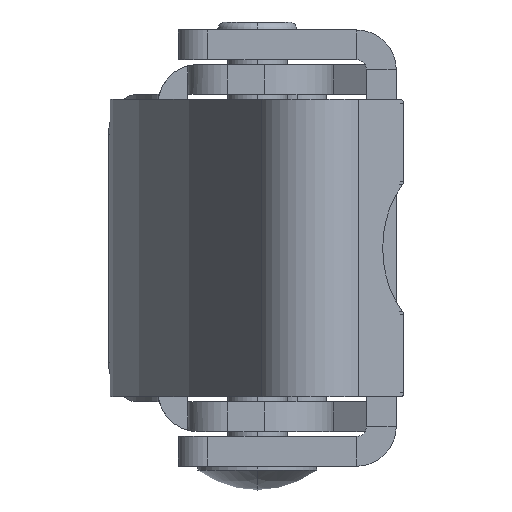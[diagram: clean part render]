
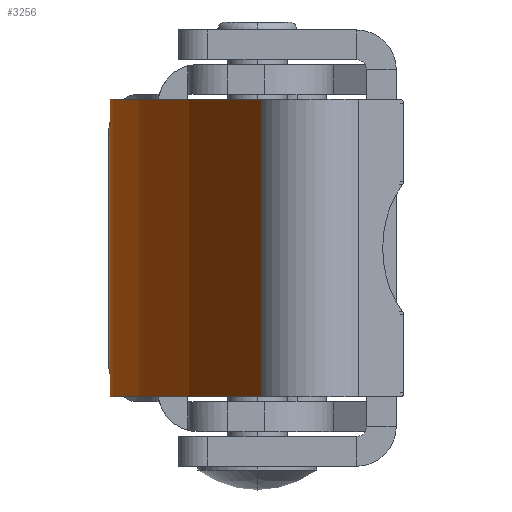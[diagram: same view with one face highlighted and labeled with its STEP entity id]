
A CAD part, left-side view. The second image highlights one B-rep face of the part: STEP entity #3256.
In plain terms, the highlighted cylindrical face has radius 82.387 mm (diameter 164.775 mm), a partial arc.
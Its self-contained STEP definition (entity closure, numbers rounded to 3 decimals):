
#2851=CARTESIAN_POINT('',(-32.679,-72.42,-7.5));
#2852=DIRECTION('',(0.,0.,1.));
#2853=DIRECTION('',(0.411,0.912,0.));
#2854=AXIS2_PLACEMENT_3D('',#2851,#2852,#2853);
#2940=CARTESIAN_POINT('',(-32.679,-72.42,7.5));
#2941=DIRECTION('',(0.,0.,1.));
#2942=DIRECTION('',(0.411,0.912,0.));
#2943=AXIS2_PLACEMENT_3D('',#2940,#2941,#2942);
#2973=DIRECTION('',(0.,0.,1.));
#2974=VECTOR('',#2973,15.);
#2975=CARTESIAN_POINT('',(-66.429,2.737,-7.5));
#2976=LINE('',#2975,#2974);
#2977=DIRECTION('',(0.,0.,1.));
#2978=VECTOR('',#2977,15.);
#2979=CARTESIAN_POINT('',(1.207,2.676,-7.5));
#2980=LINE('',#2979,#2978);
#3033=CARTESIAN_POINT('',(-66.429,2.737,-7.5));
#3035=VERTEX_POINT('',#3033);
#3041=CARTESIAN_POINT('',(-66.429,2.737,7.5));
#3043=VERTEX_POINT('',#3041);
#3051=CARTESIAN_POINT('',(1.207,2.676,-7.5));
#3052=VERTEX_POINT('',#3051);
#3055=CARTESIAN_POINT('',(1.207,2.676,7.5));
#3056=VERTEX_POINT('',#3055);
#3244=CARTESIAN_POINT('',(-32.679,-72.42,-7.5));
#3245=DIRECTION('',(0.,0.,1.));
#3246=DIRECTION('',(1.,0.,0.));
#3247=AXIS2_PLACEMENT_3D('',#3244,#3245,#3246);
#3248=CYLINDRICAL_SURFACE('',#3247,82.387);
#3249=ORIENTED_EDGE('',*,*,#3116,.F.);
#3251=ORIENTED_EDGE('',*,*,#3250,.T.);
#3252=ORIENTED_EDGE('',*,*,#3215,.T.);
#3253=ORIENTED_EDGE('',*,*,#3237,.F.);
#3254=EDGE_LOOP('',(#3249,#3251,#3252,#3253));
#3255=FACE_OUTER_BOUND('',#3254,.F.);
#2855=CIRCLE('',#2854,82.387);
#2944=CIRCLE('',#2943,82.387);
#3116=EDGE_CURVE('',#3052,#3035,#2855,.T.);
#3215=EDGE_CURVE('',#3056,#3043,#2944,.T.);
#3237=EDGE_CURVE('',#3035,#3043,#2976,.T.);
#3250=EDGE_CURVE('',#3052,#3056,#2980,.T.);
#3256=ADVANCED_FACE('',(#3255),#3248,.T.);
